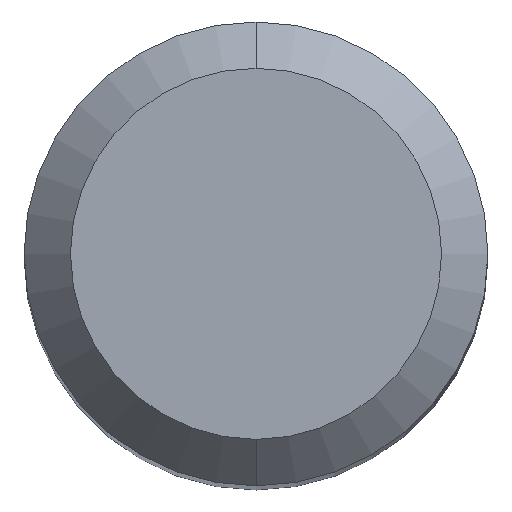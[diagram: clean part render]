
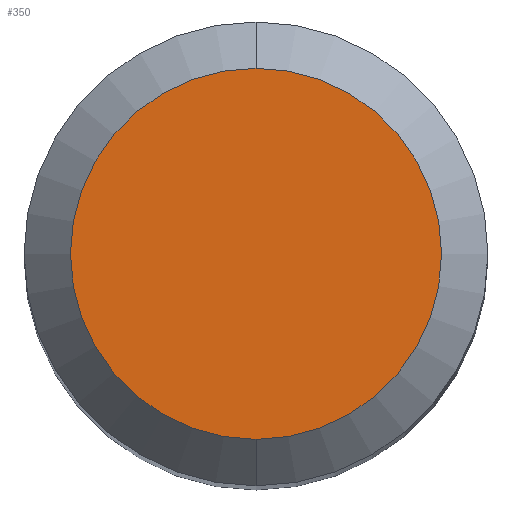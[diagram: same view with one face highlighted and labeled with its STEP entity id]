
A CAD part, top view. The second image highlights one B-rep face of the part: STEP entity #350.
In plain terms, the highlighted planar face has unit normal (0, 0, 1).
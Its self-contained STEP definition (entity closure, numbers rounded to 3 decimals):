
#29 = CARTESIAN_POINT ( 'NONE',  ( 0., 0., 52.5 ) ) ;
#63 = DIRECTION ( 'NONE',  ( 0., 1., 0. ) ) ;
#101 = ORIENTED_EDGE ( 'NONE', *, *, #356, .F. ) ;
#118 = VERTEX_POINT ( 'NONE', #253 ) ;
#131 = CARTESIAN_POINT ( 'NONE',  ( 0., 0., 52.5 ) ) ;
#139 = VERTEX_POINT ( 'NONE', #182 ) ;
#143 = AXIS2_PLACEMENT_3D ( 'NONE', #29, #434, #197 ) ;
#182 = CARTESIAN_POINT ( 'NONE',  ( 0., -4., 52.5 ) ) ;
#195 = CIRCLE ( 'NONE', #429, 4. ) ;
#197 = DIRECTION ( 'NONE',  ( 0., 1., 0. ) ) ;
#214 = CIRCLE ( 'NONE', #143, 4. ) ;
#220 = FACE_OUTER_BOUND ( 'NONE', #344, .T. ) ;
#253 = CARTESIAN_POINT ( 'NONE',  ( 0., 4., 52.5 ) ) ;
#270 = CARTESIAN_POINT ( 'NONE',  ( 0., 0., 52.5 ) ) ;
#285 = ORIENTED_EDGE ( 'NONE', *, *, #424, .F. ) ;
#295 = PLANE ( 'NONE',  #361 ) ;
#344 = EDGE_LOOP ( 'NONE', ( #101, #285 ) ) ;
#350 = ADVANCED_FACE ( 'NONE', ( #220 ), #295, .F. ) ;
#356 = EDGE_CURVE ( 'NONE', #118, #139, #214, .T. ) ;
#361 = AXIS2_PLACEMENT_3D ( 'NONE', #270, #398, #397 ) ;
#366 = DIRECTION ( 'NONE',  ( 0., 0., -1. ) ) ;
#397 = DIRECTION ( 'NONE',  ( 0., 1., 0. ) ) ;
#398 = DIRECTION ( 'NONE',  ( 0., 0., -1. ) ) ;
#424 = EDGE_CURVE ( 'NONE', #139, #118, #195, .T. ) ;
#429 = AXIS2_PLACEMENT_3D ( 'NONE', #131, #366, #63 ) ;
#434 = DIRECTION ( 'NONE',  ( 0., 0., -1. ) ) ;
